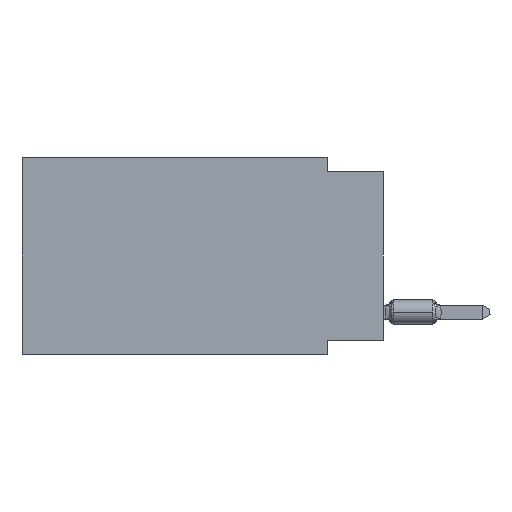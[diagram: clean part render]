
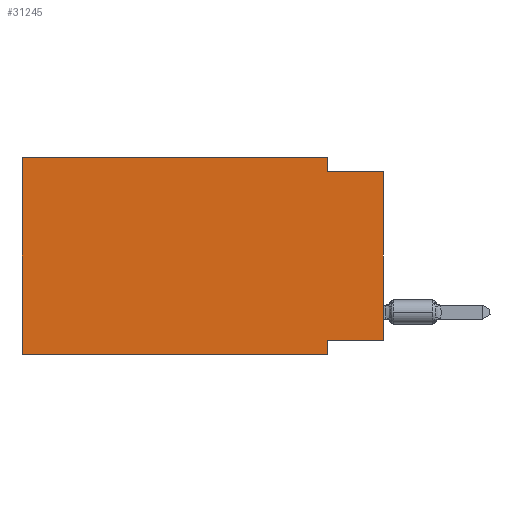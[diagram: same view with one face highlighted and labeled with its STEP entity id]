
A CAD part, left-side view. The second image highlights one B-rep face of the part: STEP entity #31245.
In plain terms, the highlighted planar face has unit normal (-1, 0, 0).
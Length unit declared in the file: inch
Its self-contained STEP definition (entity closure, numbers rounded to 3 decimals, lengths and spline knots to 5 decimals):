
#446 = ORIENTED_EDGE ( 'NONE', *, *, #38685, .F. ) ;
#491 = EDGE_CURVE ( 'NONE', #24798, #39306, #30833, .T. ) ;
#503 = ORIENTED_EDGE ( 'NONE', *, *, #6274, .F. ) ;
#674 = ORIENTED_EDGE ( 'NONE', *, *, #47723, .F. ) ;
#768 = VECTOR ( 'NONE', #20182, 39.37008 ) ;
#1861 = CARTESIAN_POINT ( 'NONE',  ( 0., 0., -0.325 ) ) ;
#2513 = LINE ( 'NONE', #46804, #19000 ) ;
#2570 = ORIENTED_EDGE ( 'NONE', *, *, #48250, .F. ) ;
#4713 = LINE ( 'NONE', #15543, #10863 ) ;
#6160 = VERTEX_POINT ( 'NONE', #13512 ) ;
#6274 = EDGE_CURVE ( 'NONE', #42686, #24798, #37977, .T. ) ;
#7590 = DIRECTION ( 'NONE',  ( 0., 0., -1. ) ) ;
#9017 = DIRECTION ( 'NONE',  ( 0., 0., -1. ) ) ;
#10578 = ORIENTED_EDGE ( 'NONE', *, *, #40648, .F. ) ;
#10863 = VECTOR ( 'NONE', #44511, 39.37008 ) ;
#10873 = EDGE_CURVE ( 'NONE', #23281, #39306, #4713, .T. ) ;
#11942 = LINE ( 'NONE', #27461, #51024 ) ;
#13512 = CARTESIAN_POINT ( 'NONE',  ( 0., 0.645, 0. ) ) ;
#13949 = CARTESIAN_POINT ( 'NONE',  ( 0., 0., -0.025 ) ) ;
#14662 = CARTESIAN_POINT ( 'NONE',  ( 0., 0.1, -0.35 ) ) ;
#14995 = DIRECTION ( 'NONE',  ( 1., 0., 0. ) ) ;
#15303 = CARTESIAN_POINT ( 'NONE',  ( 0., 0.645, 0. ) ) ;
#15543 = CARTESIAN_POINT ( 'NONE',  ( 0., 0.645, -0.35 ) ) ;
#15693 = CARTESIAN_POINT ( 'NONE',  ( 0., 0.1, -0.025 ) ) ;
#17176 = VECTOR ( 'NONE', #46919, 39.37008 ) ;
#19000 = VECTOR ( 'NONE', #19127, 39.37008 ) ;
#19127 = DIRECTION ( 'NONE',  ( 0., -1., 0. ) ) ;
#20182 = DIRECTION ( 'NONE',  ( 0., 0., 1. ) ) ;
#20416 = AXIS2_PLACEMENT_3D ( 'NONE', #46878, #14995, #7590 ) ;
#23153 = FACE_OUTER_BOUND ( 'NONE', #48435, .T. ) ;
#23281 = VERTEX_POINT ( 'NONE', #47041 ) ;
#23969 = DIRECTION ( 'NONE',  ( 0., -1., 0. ) ) ;
#24798 = VERTEX_POINT ( 'NONE', #48100 ) ;
#26876 = CARTESIAN_POINT ( 'NONE',  ( 0., 0.1, -0.35 ) ) ;
#27461 = CARTESIAN_POINT ( 'NONE',  ( 0., 0., 0. ) ) ;
#30833 = LINE ( 'NONE', #26876, #17176 ) ;
#31245 = ADVANCED_FACE ( 'NONE', ( #23153 ), #51371, .F. ) ;
#32147 = LINE ( 'NONE', #15303, #39352 ) ;
#32742 = CARTESIAN_POINT ( 'NONE',  ( 0., 0.1, 0. ) ) ;
#34112 = VERTEX_POINT ( 'NONE', #39957 ) ;
#35911 = DIRECTION ( 'NONE',  ( 0., 0., 1. ) ) ;
#37241 = CARTESIAN_POINT ( 'NONE',  ( 0., 0., -0.325 ) ) ;
#37977 = LINE ( 'NONE', #1861, #51728 ) ;
#38685 = EDGE_CURVE ( 'NONE', #6160, #34112, #32147, .T. ) ;
#38977 = VERTEX_POINT ( 'NONE', #13949 ) ;
#39306 = VERTEX_POINT ( 'NONE', #14662 ) ;
#39352 = VECTOR ( 'NONE', #23969, 39.37008 ) ;
#39957 = CARTESIAN_POINT ( 'NONE',  ( 0., 0.1, 0. ) ) ;
#40648 = EDGE_CURVE ( 'NONE', #23281, #6160, #48127, .T. ) ;
#42686 = VERTEX_POINT ( 'NONE', #37241 ) ;
#43333 = ORIENTED_EDGE ( 'NONE', *, *, #10873, .T. ) ;
#44511 = DIRECTION ( 'NONE',  ( 0., -1., 0. ) ) ;
#45028 = VECTOR ( 'NONE', #9017, 39.37008 ) ;
#46039 = ORIENTED_EDGE ( 'NONE', *, *, #48775, .T. ) ;
#46135 = ORIENTED_EDGE ( 'NONE', *, *, #491, .F. ) ;
#46804 = CARTESIAN_POINT ( 'NONE',  ( 0., 0., -0.025 ) ) ;
#46878 = CARTESIAN_POINT ( 'NONE',  ( 0., 0.645, 0. ) ) ;
#46919 = DIRECTION ( 'NONE',  ( 0., 0., -1. ) ) ;
#47041 = CARTESIAN_POINT ( 'NONE',  ( 0., 0.645, -0.35 ) ) ;
#47723 = EDGE_CURVE ( 'NONE', #34112, #51767, #49092, .T. ) ;
#48100 = CARTESIAN_POINT ( 'NONE',  ( 0., 0.1, -0.325 ) ) ;
#48127 = LINE ( 'NONE', #51815, #768 ) ;
#48250 = EDGE_CURVE ( 'NONE', #51767, #38977, #2513, .T. ) ;
#48435 = EDGE_LOOP ( 'NONE', ( #46039, #2570, #674, #446, #10578, #43333, #46135, #503 ) ) ;
#48775 = EDGE_CURVE ( 'NONE', #42686, #38977, #11942, .T. ) ;
#49092 = LINE ( 'NONE', #32742, #45028 ) ;
#49599 = DIRECTION ( 'NONE',  ( 0., 1., 0. ) ) ;
#51024 = VECTOR ( 'NONE', #35911, 39.37008 ) ;
#51371 = PLANE ( 'NONE',  #20416 ) ;
#51728 = VECTOR ( 'NONE', #49599, 39.37008 ) ;
#51767 = VERTEX_POINT ( 'NONE', #15693 ) ;
#51815 = CARTESIAN_POINT ( 'NONE',  ( 0., 0.645, 0. ) ) ;
